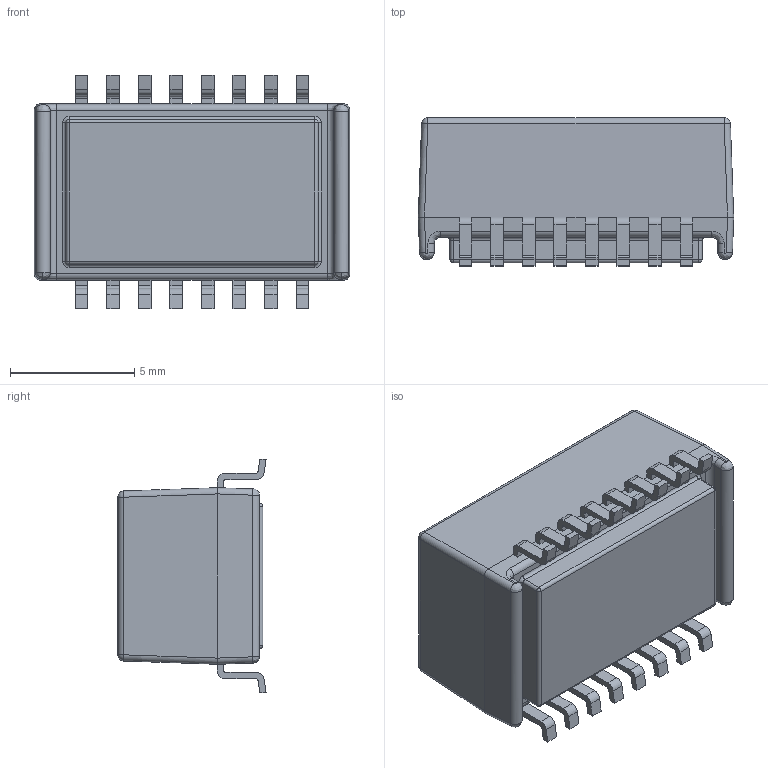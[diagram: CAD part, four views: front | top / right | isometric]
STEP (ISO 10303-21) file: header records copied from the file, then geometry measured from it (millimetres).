
FILE_DESCRIPTION (( 'STEP AP214' ), '1' );
FILE_NAME ('H1102NLT.STEP', '2021-07-16T12:17:48', ( '' ), ( '' ), 'SwSTEP 2.0', 'SolidWorks 2018', '' );
FILE_SCHEMA (( 'AUTOMOTIVE_DESIGN' ));
Length unit declared in the file: millimetre
Products named in the file (2): H1102NLT
Bounding box: 12.7 x 5.97 x 9.4 mm (x, y, z)
Volume: 495.3 mm3; surface area: 472.5 mm2
Topology: 17 solids, 17 shells, 297 faces, 738 edges, 468 vertices
Faces by surface type: plane 177, cylinder 98, bspline 10, sphere 8, torus 4
Entity records: 12296 total; most frequent: CARTESIAN_POINT 1763, DIRECTION 1470, ORIENTED_EDGE 1460, EDGE_CURVE 730, LINE 520, VECTOR 520, AXIS2_PLACEMENT_3D 475, VERTEX_POINT 468
